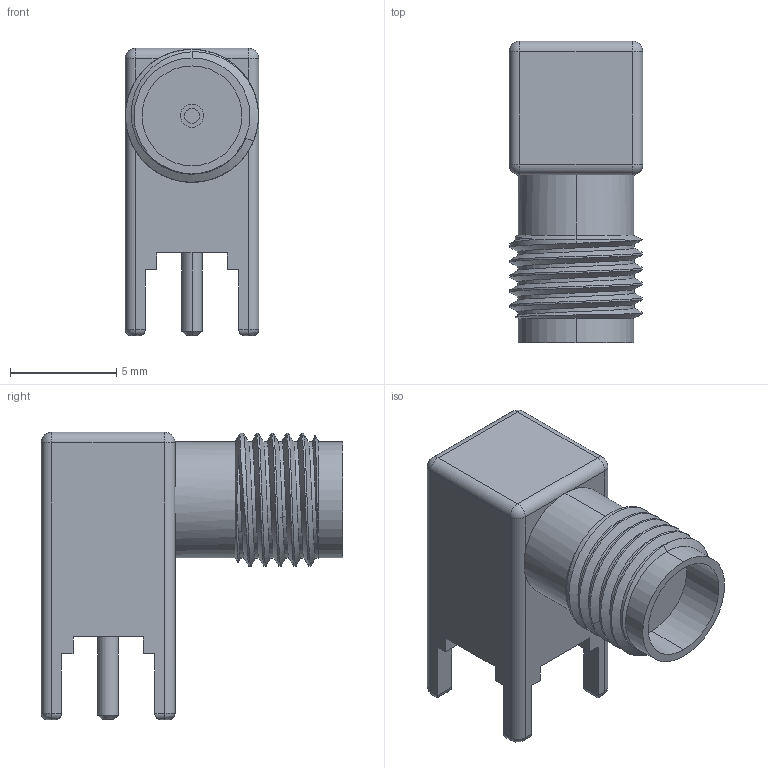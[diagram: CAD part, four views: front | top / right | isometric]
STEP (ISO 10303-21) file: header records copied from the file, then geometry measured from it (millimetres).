
FILE_DESCRIPTION(('FreeCAD Model'),'2;1');
FILE_NAME('Open CASCADE Shape Model','2026-01-20T20:25:17',(''),(''), 'Open CASCADE STEP processor 7.8','FreeCAD','Unknown');
FILE_SCHEMA(('AUTOMOTIVE_DESIGN { 1 0 10303 214 1 1 1 1 }'));
Length unit declared in the file: millimetre
Products named in the file (2): Assembly; C-5-1814400-2
Assembly tree (1 placements, depth 2):
  Assembly
    C-5-1814400-2
Bounding box: 6.3 x 14.2 x 13.53 mm (x, y, z)
Volume: 558.3 mm3; surface area: 599.1 mm2
Topology: 1 solids, 1 shells, 111 faces, 270 edges, 165 vertices
Faces by surface type: cylinder 50, plane 38, bspline 12, cone 7, sphere 4
Entity records: 5045 total; most frequent: CARTESIAN_POINT 2491, ORIENTED_EDGE 540, DIRECTION 497, EDGE_CURVE 270, AXIS2_PLACEMENT_3D 173, VERTEX_POINT 165, LINE 151, VECTOR 151
